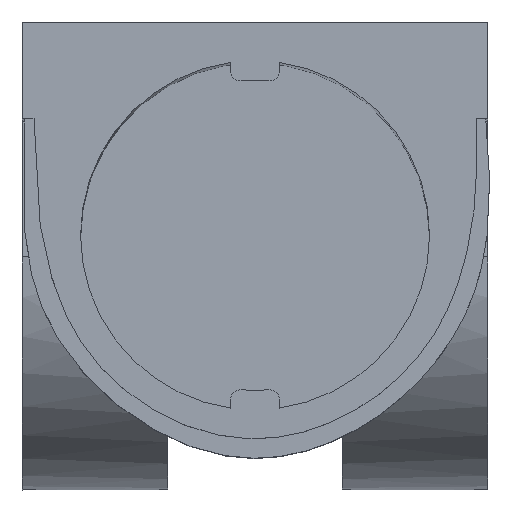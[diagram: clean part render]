
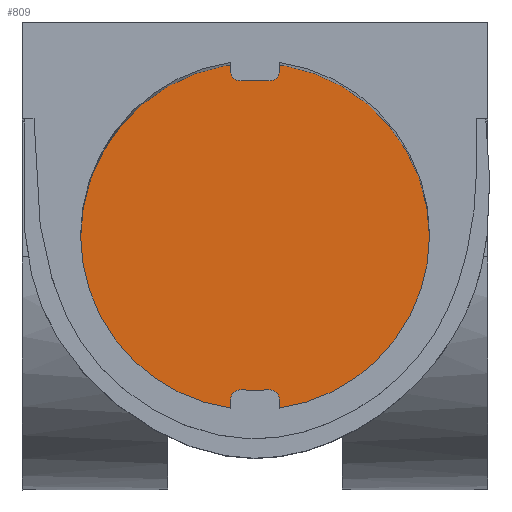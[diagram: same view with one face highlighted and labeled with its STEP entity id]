
A CAD part, top view. The second image highlights one B-rep face of the part: STEP entity #809.
In plain terms, the highlighted planar face has unit normal (0, 0, 1).
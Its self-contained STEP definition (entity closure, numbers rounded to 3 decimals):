
#78 = ORIENTED_EDGE ( 'NONE', *, *, #1447, .T. ) ;
#100 = VERTEX_POINT ( 'NONE', #1743 ) ;
#192 = VERTEX_POINT ( 'NONE', #1207 ) ;
#473 = EDGE_LOOP ( 'NONE', ( #78, #1360 ) ) ;
#477 = EDGE_CURVE ( 'NONE', #100, #192, #1171, .T. ) ;
#576 = FACE_OUTER_BOUND ( 'NONE', #473, .T. ) ;
#611 = CIRCLE ( 'NONE', #1302, 9. ) ;
#700 = DIRECTION ( 'NONE',  ( 0., 0., 1. ) ) ;
#725 = AXIS2_PLACEMENT_3D ( 'NONE', #1118, #1671, #1404 ) ;
#809 = ADVANCED_FACE ( 'NONE', ( #576 ), #1680, .T. ) ;
#998 = DIRECTION ( 'NONE',  ( 1., 0., 0. ) ) ;
#1005 = DIRECTION ( 'NONE',  ( 0., 0., 1. ) ) ;
#1029 = CARTESIAN_POINT ( 'NONE',  ( 0., 0., 3. ) ) ;
#1118 = CARTESIAN_POINT ( 'NONE',  ( 0., 0., 3. ) ) ;
#1171 = CIRCLE ( 'NONE', #1529, 9. ) ;
#1207 = CARTESIAN_POINT ( 'NONE',  ( -9., 0., 3. ) ) ;
#1302 = AXIS2_PLACEMENT_3D ( 'NONE', #1846, #1005, #1548 ) ;
#1360 = ORIENTED_EDGE ( 'NONE', *, *, #477, .T. ) ;
#1404 = DIRECTION ( 'NONE',  ( 1., 0., 0. ) ) ;
#1447 = EDGE_CURVE ( 'NONE', #192, #100, #611, .T. ) ;
#1529 = AXIS2_PLACEMENT_3D ( 'NONE', #1029, #700, #998 ) ;
#1548 = DIRECTION ( 'NONE',  ( 1., 0., 0. ) ) ;
#1671 = DIRECTION ( 'NONE',  ( 0., 0., 1. ) ) ;
#1680 = PLANE ( 'NONE',  #725 ) ;
#1743 = CARTESIAN_POINT ( 'NONE',  ( 9., 0., 3. ) ) ;
#1846 = CARTESIAN_POINT ( 'NONE',  ( 0., 0., 3. ) ) ;
